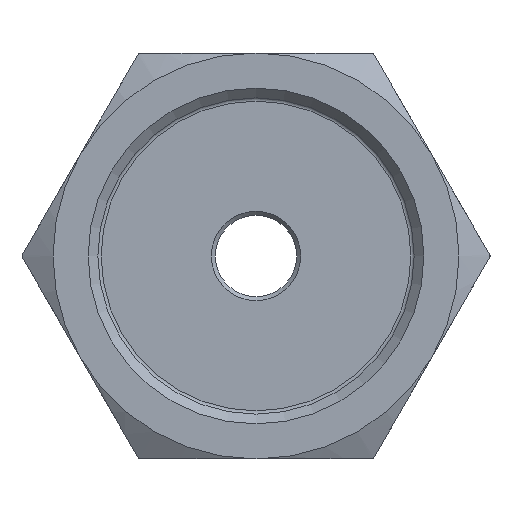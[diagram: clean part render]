
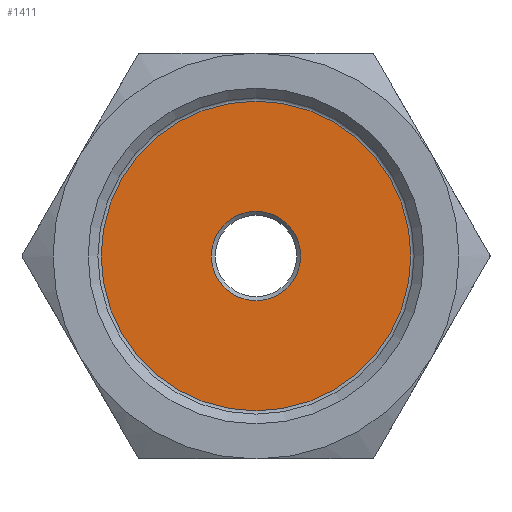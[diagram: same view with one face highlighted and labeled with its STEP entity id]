
A CAD part, left-side view. The second image highlights one B-rep face of the part: STEP entity #1411.
In plain terms, the highlighted planar face has unit normal (-1, 0, 0).
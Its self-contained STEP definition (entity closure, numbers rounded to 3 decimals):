
#1005 = EDGE_CURVE ( 'NONE', #4268, #4268, #5760, .T. ) ;
#1020 = EDGE_CURVE ( 'NONE', #4283, #4283, #5778, .T. ) ;
#1411 = ADVANCED_FACE ( 'NONE', ( #3230, #3252 ), #3219, .F. ) ;
#1778 = EDGE_LOOP ( 'NONE', ( #8631 ) ) ;
#1835 = EDGE_LOOP ( 'NONE', ( #8635 ) ) ;
#3219 = PLANE ( 'NONE',  #5558 ) ;
#3222 = DIRECTION ( 'NONE',  ( 1., 0., 0. ) ) ;
#3230 = FACE_BOUND ( 'NONE', #1835, .T. ) ;
#3238 = DIRECTION ( 'NONE',  ( 0., 1., 0. ) ) ;
#3252 = FACE_OUTER_BOUND ( 'NONE', #1778, .T. ) ;
#3254 = CARTESIAN_POINT ( 'NONE',  ( 20.5, 0., -19.576 ) ) ;
#4214 = CARTESIAN_POINT ( 'NONE',  ( 20.5, 0., 19.076 ) ) ;
#4268 = VERTEX_POINT ( 'NONE', #4214 ) ;
#4283 = VERTEX_POINT ( 'NONE', #4284 ) ;
#4284 = CARTESIAN_POINT ( 'NONE',  ( 20.5, 0., 5.5 ) ) ;
#5558 = AXIS2_PLACEMENT_3D ( 'NONE', #3254, #3222, #3238 ) ;
#5760 = CIRCLE ( 'NONE', #5766, 19.076 ) ;
#5766 = AXIS2_PLACEMENT_3D ( 'NONE', #8883, #8868, #8876 ) ;
#5778 = CIRCLE ( 'NONE', #5788, 5.5 ) ;
#5788 = AXIS2_PLACEMENT_3D ( 'NONE', #9023, #9017, #9019 ) ;
#8631 = ORIENTED_EDGE ( 'NONE', *, *, #1005, .F. ) ;
#8635 = ORIENTED_EDGE ( 'NONE', *, *, #1020, .F. ) ;
#8868 = DIRECTION ( 'NONE',  ( 1., 0., 0. ) ) ;
#8876 = DIRECTION ( 'NONE',  ( 0., 0., 1. ) ) ;
#8883 = CARTESIAN_POINT ( 'NONE',  ( 20.5, 0., 0. ) ) ;
#9017 = DIRECTION ( 'NONE',  ( -1., 0., 0. ) ) ;
#9019 = DIRECTION ( 'NONE',  ( 0., 0., 1. ) ) ;
#9023 = CARTESIAN_POINT ( 'NONE',  ( 20.5, 0., 0. ) ) ;
